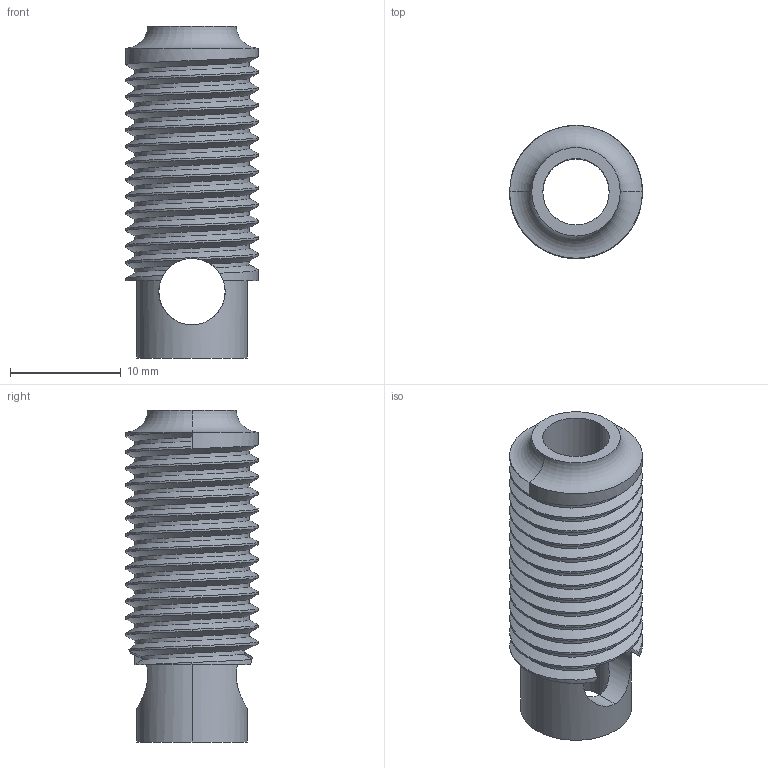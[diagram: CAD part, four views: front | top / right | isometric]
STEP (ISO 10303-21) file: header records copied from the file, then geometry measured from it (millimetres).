
FILE_DESCRIPTION (( 'STEP AP203' ), '1' );
FILE_NAME ('Âèíò ïàçîâûé Item T10.STEP', '2022-10-06T09:43:06', ( 'user' ), ( '' ), 'SwSTEP 2.0', 'SolidWorks 2022', '' );
FILE_SCHEMA (( 'CONFIG_CONTROL_DESIGN' ));
Length unit declared in the file: millimetre
Products named in the file (1): Винт пазовый Item T10
Bounding box: 12 x 12 x 30 mm (x, y, z)
Volume: 1738.3 mm3; surface area: 2113.6 mm2
Topology: 1 solids, 1 shells, 57 faces, 167 edges, 108 vertices
Faces by surface type: cylinder 40, bspline 9, plane 6, torus 2
Entity records: 8195 total; most frequent: CARTESIAN_POINT 6875, ORIENTED_EDGE 334, DIRECTION 176, EDGE_CURVE 167, VERTEX_POINT 108, AXIS2_PLACEMENT_3D 66, B_SPLINE_CURVE_WITH_KNOTS 60, EDGE_LOOP 59
